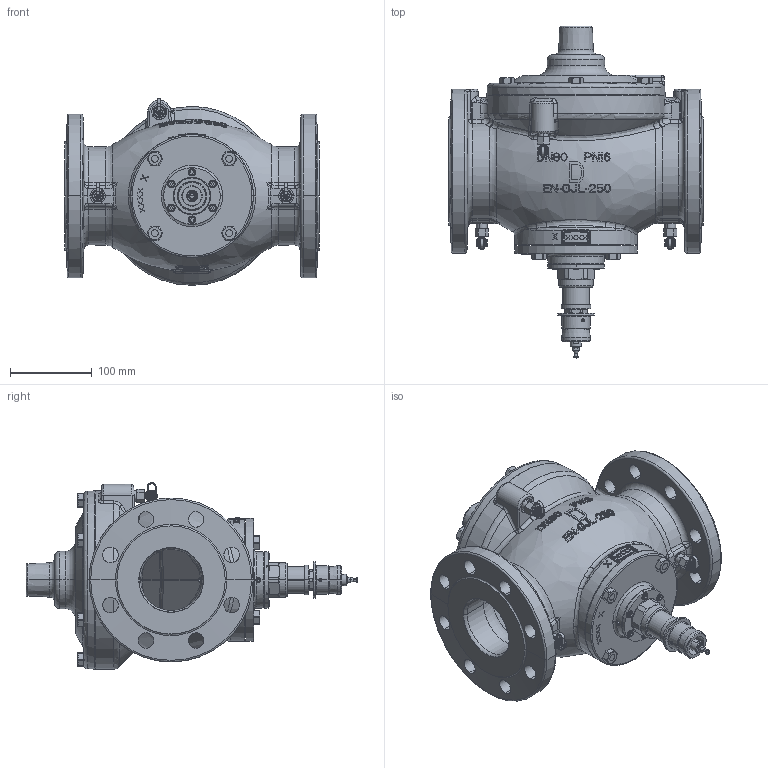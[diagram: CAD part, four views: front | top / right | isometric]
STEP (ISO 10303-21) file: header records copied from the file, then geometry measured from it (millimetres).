
FILE_DESCRIPTION((''),'2;1');
FILE_NAME('AB-QM_DN80_HF_003Z0794_STEP_ASM','2023-08-15T16:13:31',('U331767'),('Danfoss'),'CREO PARAMETRIC BY PTC INC, 2022124','CREO PARAMETRIC BY PTC INC, 2022124','');
FILE_SCHEMA(('CONFIG_CONTROL_DESIGN'));
Products named in the file (35): 89077140_1_1; 54590120_1_1; 89077360_1_1_2; 8907117_1_1_2; 8907205_1; 8907127_1_1_2; 89072280_1_1_2; 51811501_1_1_2; 8503204_VRAT_VENTILA_D_INST_1_2; 8503204_STUFFING_BOX_DN65-80__2_ASM; 5181001_1_1_2; 52017540_1_1; 89077490_ASM_1_ASM; 8907240_ASM_1_1; 8907231_1; 8907135_1_1_2; 8907241_ASM_1_ASM; 51818000_1_1_2_3_4; 51818090_1_1_2_3_4_5; 8901337_1_1_2_3_4_5; 8901338_1_1_2_3_4_5_1; 8901338_1_1_2_3_4_5_2; 8901338_1_1_2_3_4_5_ASM; 8901339_1_1_2_3_4_5_1; 8901339_1_1_2_3_4_5_2; 8901339_1_1_2_3_4_5_ASM; 89077370_1; 8503301_ADAPTER_NUT_1; 8503302_STEM_EXTENSION_DN15-50_; 52215760_1; 003Z0694_ASM_1_ASM; 8907275_ASM_1; 89074340_ASM_1_ASM; 003Z0774_ASM_1_ASM; AB-QM_DN80_HF_003Z0794_STEP_ASM
Assembly tree (52 placements, depth 5):
  AB-QM_DN80_HF_003Z0794_STEP_ASM
    003Z0774_ASM_1_ASM
      89077140_1_1
      54590120_1_1
      89077490_ASM_1_ASM
        89077360_1_1_2
        8907117_1_1_2
        8907205_1
        8907127_1_1_2
        89072280_1_1_2
        51811501_1_1_2  x6
        8503204_STUFFING_BOX_DN65-80__2_ASM
          8503204_VRAT_VENTILA_D_INST_1_2
        5181001_1_1_2
        52017540_1_1
      8907240_ASM_1_1
      8907241_ASM_1_ASM
        8907231_1
        8907135_1_1_2
      51818000_1_1_2_3_4  x4
      51818090_1_1_2_3_4_5  x6
      8901337_1_1_2_3_4_5  x3
      8901338_1_1_2_3_4_5_ASM
        8901338_1_1_2_3_4_5_1
        8901338_1_1_2_3_4_5_2
      8901339_1_1_2_3_4_5_ASM  x2
        8901339_1_1_2_3_4_5_1
        8901339_1_1_2_3_4_5_2
      003Z0694_ASM_1_ASM
        89077370_1
        8503301_ADAPTER_NUT_1
        8503302_STEM_EXTENSION_DN15-50_
        52215760_1  x3
      89074340_ASM_1_ASM
        8907275_ASM_1
Bounding box: 310 x 405 x 227.7 mm (x, y, z)
Volume: 5016208.7 mm3; surface area: 777897 mm2
Topology: 43 solids, 99 shells, 3892 faces, 10465 edges, 6796 vertices
Faces by surface type: plane 1866, cylinder 1123, cone 425, bspline 326, torus 148, sphere 4
Entity records: 123956 total; most frequent: CARTESIAN_POINT 49094, ORIENTED_EDGE 16596, DIRECTION 14015, EDGE_CURVE 8380, AXIS2_PLACEMENT_3D 5550, VERTEX_POINT 5436, EDGE_LOOP 3406, FACE_OUTER_BOUND 3141
